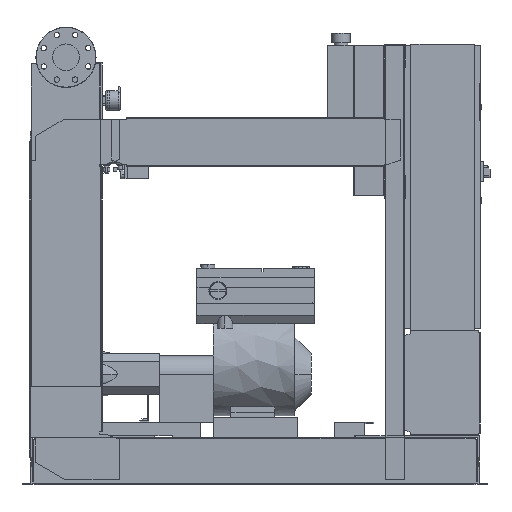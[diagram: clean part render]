
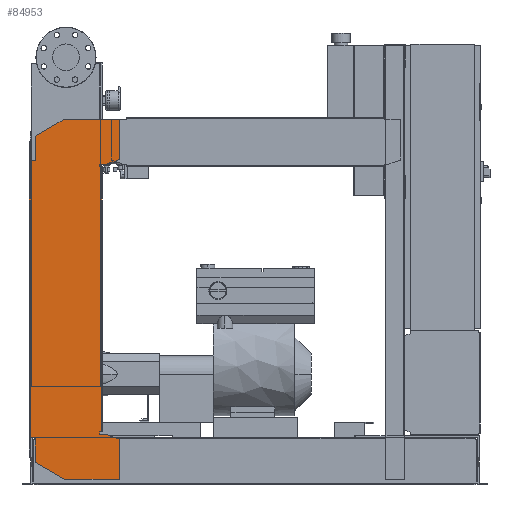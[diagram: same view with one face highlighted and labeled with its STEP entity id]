
A CAD part, front view. The second image highlights one B-rep face of the part: STEP entity #84953.
In plain terms, the highlighted free-form (B-spline) face has degree [1, 1] with [2, 2] control points.
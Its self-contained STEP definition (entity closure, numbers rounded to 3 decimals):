
#84438=CARTESIAN_POINT('',(-102.0,-463.5,1076.0));
#84439=VERTEX_POINT('',#84438);
#84446=CARTESIAN_POINT('',(-102.0,-463.5,1158.574));
#84447=VERTEX_POINT('',#84446);
#84448=CARTESIAN_POINT('',(-102.0,-463.5,1076.0));
#84449=DIRECTION('',(0.0,0.0,1.0));
#84450=VECTOR('',#84449,82.574);
#84451=LINE('',#84448,#84450);
#84452=EDGE_CURVE('',#84439,#84447,#84451,.T.);
#84470=CARTESIAN_POINT('',(-6.,-463.5,1214.0));
#84471=VERTEX_POINT('',#84470);
#84472=CARTESIAN_POINT('',(-102.0,-463.5,1158.574));
#84473=DIRECTION('',(0.866,0.0,0.5));
#84474=VECTOR('',#84473,110.851);
#84475=LINE('',#84472,#84474);
#84476=EDGE_CURVE('',#84447,#84471,#84475,.T.);
#84494=CARTESIAN_POINT('',(177.0,-463.5,1214.0));
#84495=VERTEX_POINT('',#84494);
#84496=CARTESIAN_POINT('',(-6.,-463.5,1214.0));
#84497=DIRECTION('',(1.0,0.0,0.0));
#84498=VECTOR('',#84497,183.0);
#84499=LINE('',#84496,#84498);
#84500=EDGE_CURVE('',#84471,#84495,#84499,.T.);
#84518=CARTESIAN_POINT('',(177.0,-463.5,1080.379));
#84519=VERTEX_POINT('',#84518);
#84520=CARTESIAN_POINT('',(177.0,-463.5,1214.0));
#84521=DIRECTION('',(0.0,0.0,-1.0));
#84522=VECTOR('',#84521,133.621);
#84523=LINE('',#84520,#84522);
#84524=EDGE_CURVE('',#84495,#84519,#84523,.T.);
#84542=CARTESIAN_POINT('',(132.,-463.5,1064.0));
#84543=VERTEX_POINT('',#84542);
#84544=CARTESIAN_POINT('',(177.0,-463.5,1080.379));
#84545=DIRECTION('',(-0.94,0.0,-0.342));
#84546=VECTOR('',#84545,47.888);
#84547=LINE('',#84544,#84546);
#84548=EDGE_CURVE('',#84519,#84543,#84547,.T.);
#84566=CARTESIAN_POINT('',(112.0,-463.5,1064.0));
#84567=VERTEX_POINT('',#84566);
#84568=CARTESIAN_POINT('',(132.,-463.5,1064.0));
#84569=DIRECTION('',(-1.0,0.0,0.0));
#84570=VECTOR('',#84569,20.);
#84571=LINE('',#84568,#84570);
#84572=EDGE_CURVE('',#84543,#84567,#84571,.T.);
#84590=CARTESIAN_POINT('',(112.0,-463.5,1056.0));
#84591=VERTEX_POINT('',#84590);
#84592=CARTESIAN_POINT('',(112.0,-463.5,1064.0));
#84593=DIRECTION('',(0.0,0.0,-1.0));
#84594=VECTOR('',#84593,8.0);
#84595=LINE('',#84592,#84594);
#84596=EDGE_CURVE('',#84567,#84591,#84595,.T.);
#84614=CARTESIAN_POINT('',(120.,-463.5,1056.0));
#84615=VERTEX_POINT('',#84614);
#84616=CARTESIAN_POINT('',(112.0,-463.5,1056.0));
#84617=DIRECTION('',(1.0,0.0,0.0));
#84618=VECTOR('',#84617,8.);
#84619=LINE('',#84616,#84618);
#84620=EDGE_CURVE('',#84591,#84615,#84619,.T.);
#84638=CARTESIAN_POINT('',(120.,-463.5,176.));
#84639=VERTEX_POINT('',#84638);
#84650=CARTESIAN_POINT('',(120.,-463.5,1056.0));
#84651=DIRECTION('',(0.0,0.0,-1.0));
#84652=VECTOR('',#84651,880.);
#84653=LINE('',#84650,#84652);
#84654=EDGE_CURVE('',#84615,#84639,#84653,.T.);
#84668=CARTESIAN_POINT('',(112.,-463.5,176.));
#84669=VERTEX_POINT('',#84668);
#84670=CARTESIAN_POINT('',(120.,-463.5,176.));
#84671=DIRECTION('',(-1.0,0.0,0.0));
#84672=VECTOR('',#84671,8.);
#84673=LINE('',#84670,#84672);
#84674=EDGE_CURVE('',#84639,#84669,#84673,.T.);
#84692=CARTESIAN_POINT('',(112.,-463.5,168.));
#84693=VERTEX_POINT('',#84692);
#84694=CARTESIAN_POINT('',(112.,-463.5,176.));
#84695=DIRECTION('',(0.0,0.0,-1.0));
#84696=VECTOR('',#84695,8.0);
#84697=LINE('',#84694,#84696);
#84698=EDGE_CURVE('',#84669,#84693,#84697,.T.);
#84716=CARTESIAN_POINT('',(132.,-463.5,168.));
#84717=VERTEX_POINT('',#84716);
#84718=CARTESIAN_POINT('',(112.,-463.5,168.));
#84719=DIRECTION('',(1.0,0.0,0.0));
#84720=VECTOR('',#84719,20.0);
#84721=LINE('',#84718,#84720);
#84722=EDGE_CURVE('',#84693,#84717,#84721,.T.);
#84740=CARTESIAN_POINT('',(177.,-463.5,151.621));
#84741=VERTEX_POINT('',#84740);
#84742=CARTESIAN_POINT('',(132.,-463.5,168.));
#84743=DIRECTION('',(0.94,0.0,-0.342));
#84744=VECTOR('',#84743,47.888);
#84745=LINE('',#84742,#84744);
#84746=EDGE_CURVE('',#84717,#84741,#84745,.T.);
#84764=CARTESIAN_POINT('',(177.,-463.5,18.0));
#84765=VERTEX_POINT('',#84764);
#84766=CARTESIAN_POINT('',(177.,-463.5,151.621));
#84767=DIRECTION('',(0.0,0.0,-1.0));
#84768=VECTOR('',#84767,133.621);
#84769=LINE('',#84766,#84768);
#84770=EDGE_CURVE('',#84741,#84765,#84769,.T.);
#84788=CARTESIAN_POINT('',(-4.,-463.5,18.0));
#84789=VERTEX_POINT('',#84788);
#84790=CARTESIAN_POINT('',(177.,-463.5,18.0));
#84791=DIRECTION('',(-1.0,0.0,0.0));
#84792=VECTOR('',#84791,181.);
#84793=LINE('',#84790,#84792);
#84794=EDGE_CURVE('',#84765,#84789,#84793,.T.);
#84812=CARTESIAN_POINT('',(-102.,-463.5,74.58));
#84813=VERTEX_POINT('',#84812);
#84814=CARTESIAN_POINT('',(-4.,-463.5,18.0));
#84815=DIRECTION('',(-0.866,0.,0.5));
#84816=VECTOR('',#84815,113.161);
#84817=LINE('',#84814,#84816);
#84818=EDGE_CURVE('',#84789,#84813,#84817,.T.);
#84836=CARTESIAN_POINT('',(-102.,-463.5,156.0));
#84837=VERTEX_POINT('',#84836);
#84838=CARTESIAN_POINT('',(-102.,-463.5,74.58));
#84839=DIRECTION('',(0.0,0.0,1.0));
#84840=VECTOR('',#84839,81.42);
#84841=LINE('',#84838,#84840);
#84842=EDGE_CURVE('',#84813,#84837,#84841,.T.);
#84860=CARTESIAN_POINT('',(-122.,-463.5,156.0));
#84861=VERTEX_POINT('',#84860);
#84862=CARTESIAN_POINT('',(-102.,-463.5,156.0));
#84863=DIRECTION('',(-1.0,0.0,0.0));
#84864=VECTOR('',#84863,20.0);
#84865=LINE('',#84862,#84864);
#84866=EDGE_CURVE('',#84837,#84861,#84865,.T.);
#84884=CARTESIAN_POINT('',(-122.0,-463.5,1076.0));
#84885=VERTEX_POINT('',#84884);
#84898=CARTESIAN_POINT('',(-122.,-463.5,156.0));
#84899=DIRECTION('',(0.0,0.0,1.0));
#84900=VECTOR('',#84899,920.0);
#84901=LINE('',#84898,#84900);
#84902=EDGE_CURVE('',#84861,#84885,#84901,.T.);
#84916=CARTESIAN_POINT('',(-122.0,-463.5,1076.0));
#84917=DIRECTION('',(1.0,0.0,0.0));
#84918=VECTOR('',#84917,20.0);
#84919=LINE('',#84916,#84918);
#84920=EDGE_CURVE('',#84885,#84439,#84919,.T.);
#84926=CARTESIAN_POINT('',(-122.,-463.5,18.0));
#84927=CARTESIAN_POINT('',(177.0,-463.5,18.0));
#84928=CARTESIAN_POINT('',(-122.,-463.5,1214.0));
#84929=CARTESIAN_POINT('',(177.0,-463.5,1214.0));
#84930=B_SPLINE_SURFACE_WITH_KNOTS('',1,1,((#84926,#84928),(#84927,#84929)),.UNSPECIFIED.,.F.,.F.,.U.,(2,2),(2,2),(0.0,299.),(0.0,1196.0),.UNSPECIFIED.);
#84931=ORIENTED_EDGE('',*,*,#84920,.F.);
#84932=ORIENTED_EDGE('',*,*,#84902,.F.);
#84933=ORIENTED_EDGE('',*,*,#84866,.F.);
#84934=ORIENTED_EDGE('',*,*,#84842,.F.);
#84935=ORIENTED_EDGE('',*,*,#84818,.F.);
#84936=ORIENTED_EDGE('',*,*,#84794,.F.);
#84937=ORIENTED_EDGE('',*,*,#84770,.F.);
#84938=ORIENTED_EDGE('',*,*,#84746,.F.);
#84939=ORIENTED_EDGE('',*,*,#84722,.F.);
#84940=ORIENTED_EDGE('',*,*,#84698,.F.);
#84941=ORIENTED_EDGE('',*,*,#84674,.F.);
#84942=ORIENTED_EDGE('',*,*,#84654,.F.);
#84943=ORIENTED_EDGE('',*,*,#84620,.F.);
#84944=ORIENTED_EDGE('',*,*,#84596,.F.);
#84945=ORIENTED_EDGE('',*,*,#84572,.F.);
#84946=ORIENTED_EDGE('',*,*,#84548,.F.);
#84947=ORIENTED_EDGE('',*,*,#84524,.F.);
#84948=ORIENTED_EDGE('',*,*,#84500,.F.);
#84949=ORIENTED_EDGE('',*,*,#84476,.F.);
#84950=ORIENTED_EDGE('',*,*,#84452,.F.);
#84951=EDGE_LOOP('',(#84931,#84932,#84933,#84934,#84935,#84936,#84937,#84938,#84939,#84940,#84941,#84942,#84943,#84944,#84945,#84946,#84947,#84948,#84949,#84950));
#84952=FACE_OUTER_BOUND('',#84951,.T.);
#84953=ADVANCED_FACE('',(#84952),#84930,.T.);
